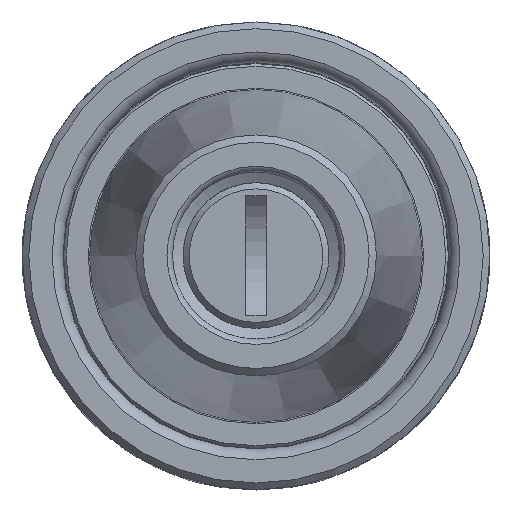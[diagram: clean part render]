
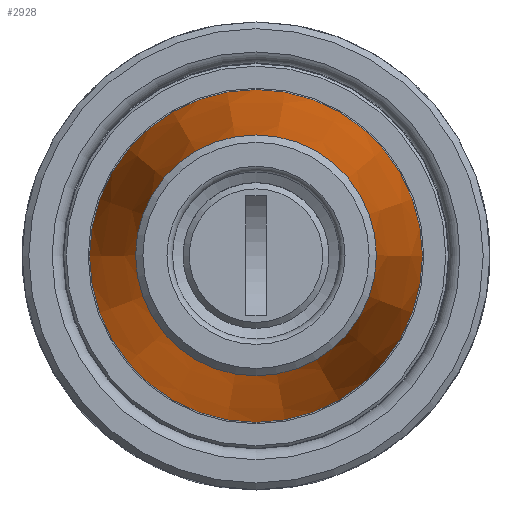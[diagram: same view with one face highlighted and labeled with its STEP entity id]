
A CAD part, top view. The second image highlights one B-rep face of the part: STEP entity #2928.
In plain terms, the highlighted conical face has half-angle 8 degrees and reference radius 12.45 mm.
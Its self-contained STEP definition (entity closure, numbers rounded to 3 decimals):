
#405=CONICAL_SURFACE('',#3079,12.45,0.14);
#442=ORIENTED_EDGE('',*,*,#995,.T.);
#443=ORIENTED_EDGE('',*,*,#989,.F.);
#989=EDGE_CURVE('',#1267,#1267,#1459,.T.);
#995=EDGE_CURVE('',#1273,#1273,#1465,.T.);
#1267=VERTEX_POINT('',#3987);
#1273=VERTEX_POINT('',#4002);
#1459=CIRCLE('',#3071,9.013);
#1465=CIRCLE('',#3080,12.45);
#1586=EDGE_LOOP('',(#442));
#1587=EDGE_LOOP('',(#443));
#1768=FACE_BOUND('',#1586,.T.);
#1769=FACE_BOUND('',#1587,.T.);
#2928=ADVANCED_FACE('',(#1768,#1769),#405,.T.);
#3071=AXIS2_PLACEMENT_3D('',#3986,#3336,#3337);
#3079=AXIS2_PLACEMENT_3D('',#4000,#3352,#3353);
#3080=AXIS2_PLACEMENT_3D('',#4001,#3354,#3355);
#3336=DIRECTION('',(0.,0.,1.));
#3337=DIRECTION('',(1.,0.,0.));
#3352=DIRECTION('',(0.,0.,-1.));
#3353=DIRECTION('',(-1.,0.,0.));
#3354=DIRECTION('',(0.,0.,1.));
#3355=DIRECTION('',(1.,0.,0.));
#3986=CARTESIAN_POINT('',(0.,0.,59.95));
#3987=CARTESIAN_POINT('',(9.013,0.,59.95));
#4000=CARTESIAN_POINT('',(0.,0.,35.495));
#4001=CARTESIAN_POINT('',(0.,0.,35.495));
#4002=CARTESIAN_POINT('',(12.45,0.,35.495));
